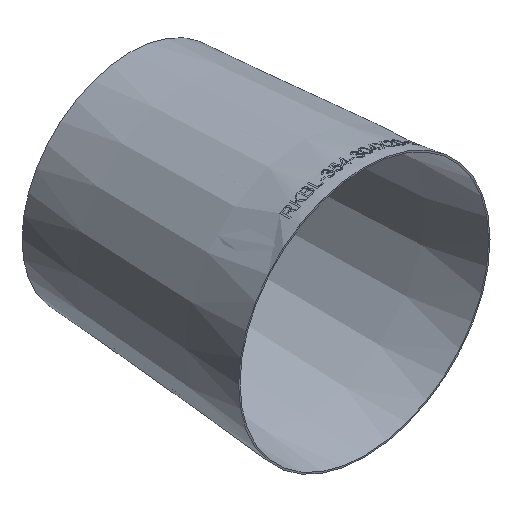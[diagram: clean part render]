
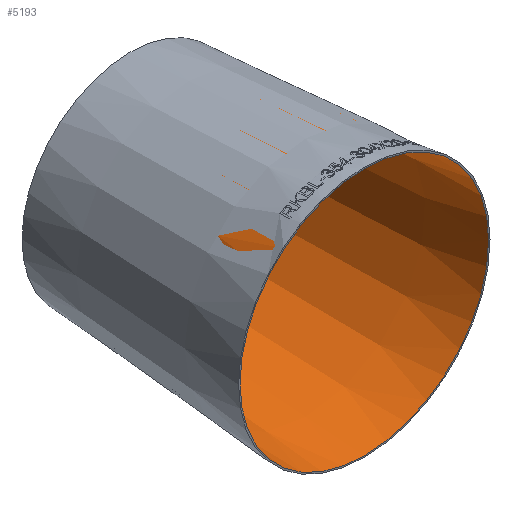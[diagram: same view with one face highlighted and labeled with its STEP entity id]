
A CAD part, isometric view. The second image highlights one B-rep face of the part: STEP entity #5193.
In plain terms, the highlighted conical face has half-angle 4.332 degrees and reference radius 174.994 mm.
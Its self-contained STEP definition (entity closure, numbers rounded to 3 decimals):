
#113 = FACE_BOUND ( 'NONE', #31225, .T. ) ;
#5193 = ADVANCED_FACE ( 'NONE', ( #113, #21060 ), #21091, .F. ) ;
#8672 = DIRECTION ( 'NONE',  ( 0., -1., 0. ) ) ;
#8939 = ORIENTED_EDGE ( 'NONE', *, *, #17413, .T. ) ;
#9769 = DIRECTION ( 'NONE',  ( 0., 0., -1. ) ) ;
#10497 = AXIS2_PLACEMENT_3D ( 'NONE', #26705, #8672, #27070 ) ;
#10517 = DIRECTION ( 'NONE',  ( 0., -1., 0. ) ) ;
#11601 = CIRCLE ( 'NONE', #24616, 149.994 ) ;
#12590 = ORIENTED_EDGE ( 'NONE', *, *, #20533, .F. ) ;
#17413 = EDGE_CURVE ( 'NONE', #19017, #19017, #32909, .T. ) ;
#19017 = VERTEX_POINT ( 'NONE', #24449 ) ;
#20533 = EDGE_CURVE ( 'NONE', #24637, #24637, #11601, .T. ) ;
#21060 = FACE_OUTER_BOUND ( 'NONE', #28900, .T. ) ;
#21091 = CONICAL_SURFACE ( 'NONE', #10497, 174.994, 0.076 ) ;
#24304 = CARTESIAN_POINT ( 'NONE',  ( 0., 330., 0. ) ) ;
#24449 = CARTESIAN_POINT ( 'NONE',  ( 0., 0., -174.994 ) ) ;
#24616 = AXIS2_PLACEMENT_3D ( 'NONE', #24304, #29765, #9769 ) ;
#24637 = VERTEX_POINT ( 'NONE', #33803 ) ;
#26705 = CARTESIAN_POINT ( 'NONE',  ( 0., 0., 0. ) ) ;
#27070 = DIRECTION ( 'NONE',  ( 0., 0., -1. ) ) ;
#28509 = AXIS2_PLACEMENT_3D ( 'NONE', #36954, #10517, #34234 ) ;
#28900 = EDGE_LOOP ( 'NONE', ( #8939 ) ) ;
#29765 = DIRECTION ( 'NONE',  ( 0., -1., 0. ) ) ;
#31225 = EDGE_LOOP ( 'NONE', ( #12590 ) ) ;
#32909 = CIRCLE ( 'NONE', #28509, 174.994 ) ;
#33803 = CARTESIAN_POINT ( 'NONE',  ( 0., 330., -149.994 ) ) ;
#34234 = DIRECTION ( 'NONE',  ( 0., 0., -1. ) ) ;
#36954 = CARTESIAN_POINT ( 'NONE',  ( 0., 0., 0. ) ) ;
